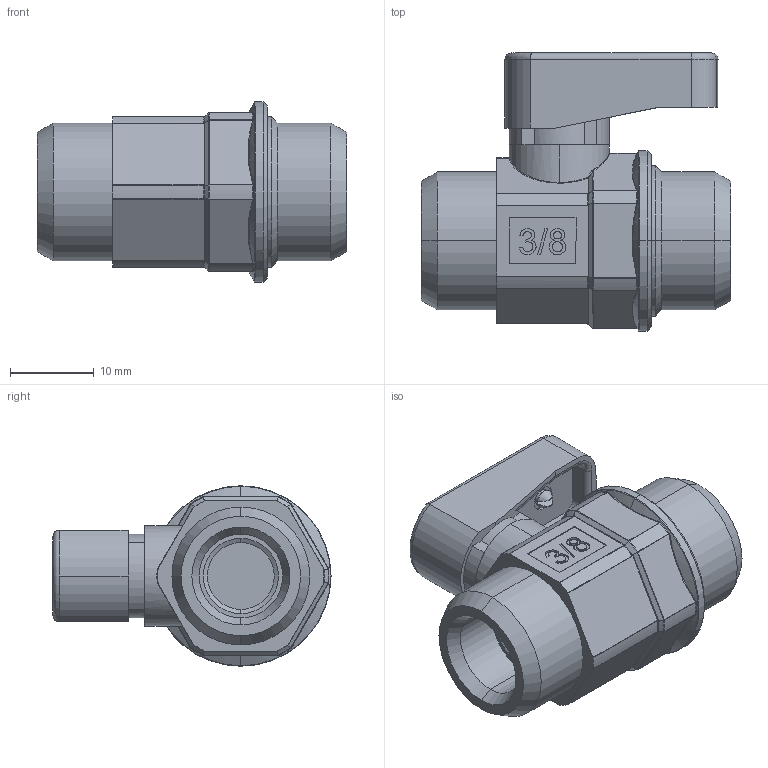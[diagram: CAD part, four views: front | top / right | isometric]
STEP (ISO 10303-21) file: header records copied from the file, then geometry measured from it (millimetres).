
FILE_DESCRIPTION (( 'STEP AP214' ), '1' );
FILE_NAME ('0642000005.step', '2012-10-02T16:31:34', ( '' ), ( '' ), 'SwSTEP 2.0', 'SolidWorks 2012', '' );
FILE_SCHEMA (( 'AUTOMOTIVE_DESIGN' ));
Length unit declared in the file: millimetre
Products named in the file (1): 0642000005
Bounding box: 37 x 33.3 x 21.6 mm (x, y, z)
Volume: 10148.2 mm3; surface area: 4765.4 mm2
Topology: 8 solids, 17 shells, 737 faces, 1816 edges, 1127 vertices
Faces by surface type: plane 274, bspline 237, cylinder 129, torus 46, cone 29, sphere 22
Entity records: 30699 total; most frequent: CARTESIAN_POINT 14923, ORIENTED_EDGE 3600, DIRECTION 2667, EDGE_CURVE 1800, VERTEX_POINT 1127, AXIS2_PLACEMENT_3D 906, VECTOR 855, LINE 855
